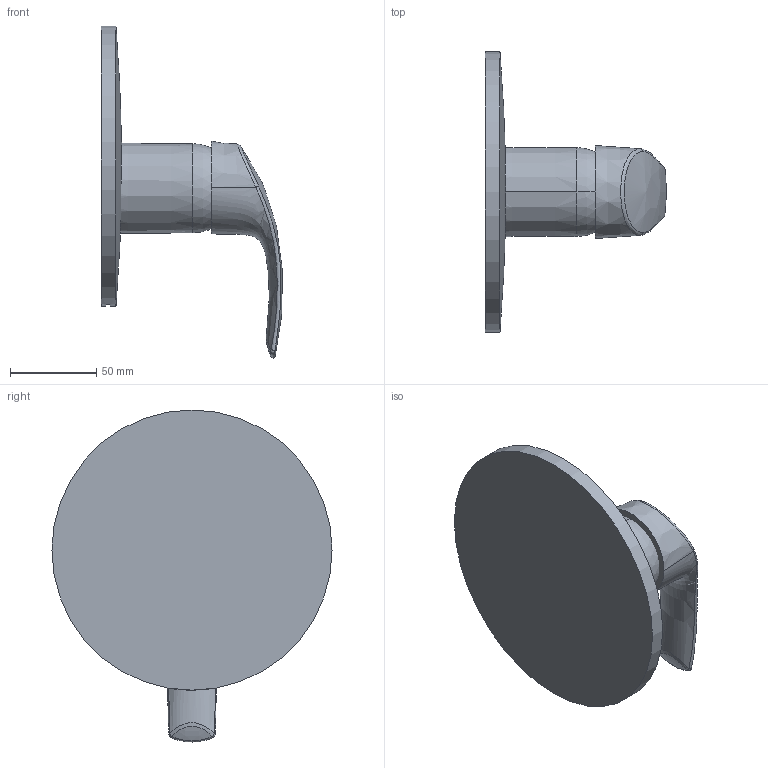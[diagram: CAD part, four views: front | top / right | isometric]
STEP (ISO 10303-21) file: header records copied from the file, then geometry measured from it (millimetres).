
FILE_DESCRIPTION(/* description */ ('Unknown'),/* implementation_level */ '2;1');
FILE_NAME(/* name */ '19451002',/* time_stamp */ '2022-09-01T15:58:01+02:00',/* author */ ('Unknown'),/* organization */ ('GROHE AG'),/* preprocessor_version */ 'ST-DEVELOPER v16.7',/* originating_system */ 'DEX',/* authorisation */ $);
FILE_SCHEMA (('AUTOMOTIVE_DESIGN {1 0 10303 214 3 1 1}'));
Length unit declared in the file: millimetre
Products named in the file (4): 19451002; 130523_NES2011_Lever46_54mm_Lob; id53; 1
Assembly tree (3 placements, depth 2):
  19451002
    130523_NES2011_Lever46_54mm_Lob
    id53
    1
Bounding box: 105.2 x 162.8 x 192.92 mm (x, y, z)
Volume: 78362 mm3; surface area: 84882.8 mm2
Topology: 1 solids, 5 shells, 27 faces, 100 edges, 77 vertices
Faces by surface type: bspline 15, plane 3, sphere 3, cone 3, cylinder 3
Full cylindrical faces by diameter (mm): 53.1 x1, 162.8 x1
Entity records: 3982 total; most frequent: CARTESIAN_POINT 3118, ORIENTED_EDGE 138, DIRECTION 104, EDGE_CURVE 93, VERTEX_POINT 75, B_SPLINE_CURVE_WITH_KNOTS 50, AXIS2_PLACEMENT_3D 45, EDGE_LOOP 36
